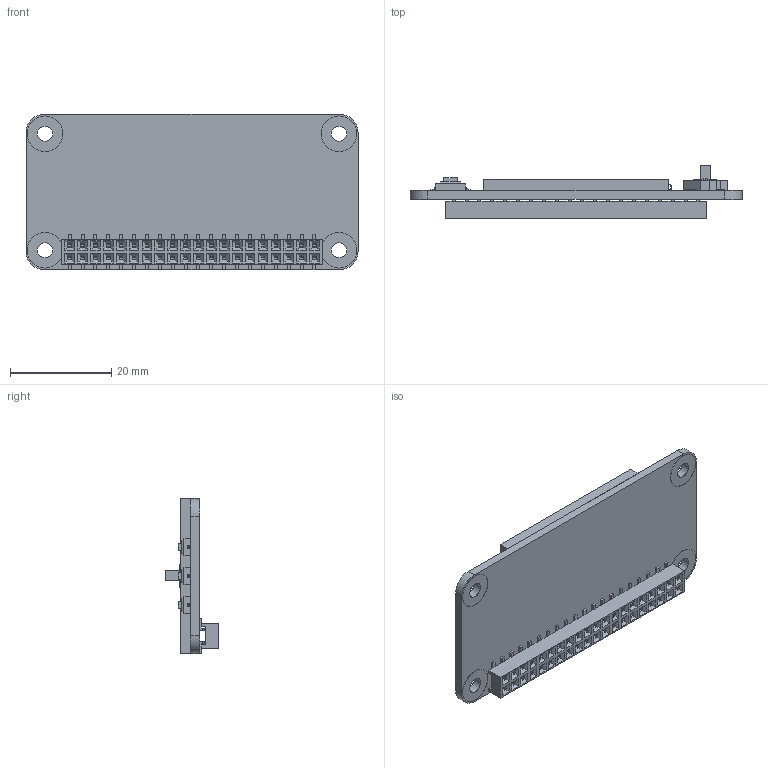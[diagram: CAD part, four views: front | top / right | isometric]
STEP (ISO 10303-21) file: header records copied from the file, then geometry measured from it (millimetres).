
FILE_DESCRIPTION(/* description */ (''),/* implementation_level */ '2;1');
FILE_NAME(/* name */ 'WaveShare 1.44inch LCD HAT v1.step',/* time_stamp */ '2024-06-15T14:55:47+03:00',/* author */ (''),/* organization */ (''),/* preprocessor_version */ 'ST-DEVELOPER v20',/* originating_system */ 'Autodesk Translation Framework v13.14.0.145',/* authorisation */ '');
FILE_SCHEMA (('AUTOMOTIVE_DESIGN { 1 0 10303 214 3 1 1 }'));
Products named in the file (12): WaveShare 1.44inch LCD HAT; pcb; silk; lcd; glass; plume; 5-way joystick; Waveshare_lcd_240x135_1.14in_module_for_pico; LCD_Waveshare_240x240_1.3inch v6; joystick; G73 button; DS1023-2x20S v2
Assembly tree (13 placements, depth 5):
  WaveShare 1.44inch LCD HAT
    pcb
      silk
    lcd
      glass
      plume
    5-way joystick
      Waveshare_lcd_240x135_1.14in_module_for_pico
        LCD_Waveshare_240x240_1.3inch v6
          joystick
    G73 button  x3
    DS1023-2x20S v2
Bounding box: 65.5 x 10.5 x 30.6 mm (x, y, z)
Volume: 6406.6 mm3; surface area: 13952.9 mm2
Topology: 44 solids, 44 shells, 2215 faces, 6433 edges, 4120 vertices
Faces by surface type: plane 1864, cylinder 284, bspline 55, cone 12
Full cylindrical faces by diameter (mm): 3 x12, 3.7 x1, 4.2 x2, 4.5 x1, 7 x7
Entity records: 71241 total; most frequent: CARTESIAN_POINT 13127, ORIENTED_EDGE 12274, DIRECTION 10672, EDGE_CURVE 6137, LINE 5518, VECTOR 5518, VERTEX_POINT 3928, AXIS2_PLACEMENT_3D 2577
